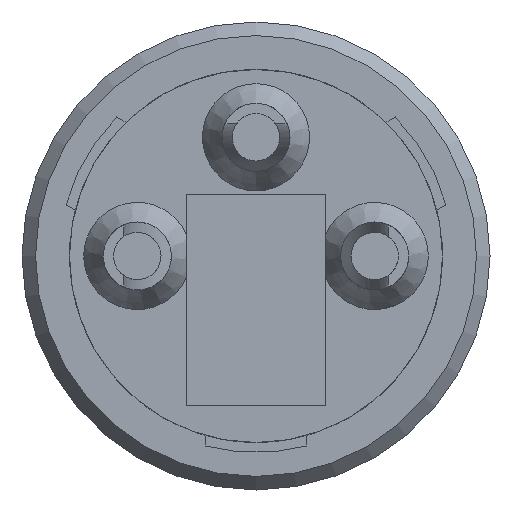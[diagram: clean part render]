
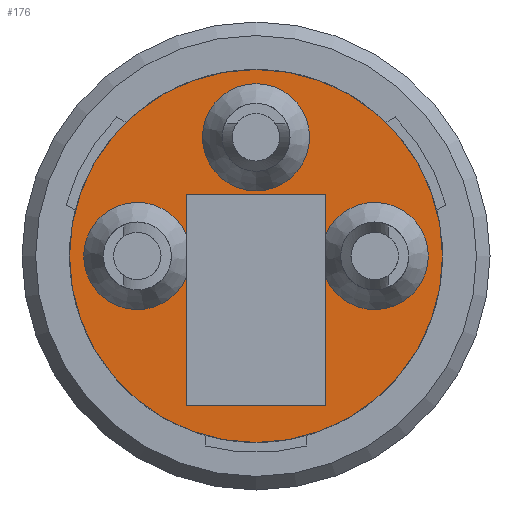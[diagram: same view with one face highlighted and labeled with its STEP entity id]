
A CAD part, left-side view. The second image highlights one B-rep face of the part: STEP entity #176.
In plain terms, the highlighted planar face has unit normal (-1, 0, 0).
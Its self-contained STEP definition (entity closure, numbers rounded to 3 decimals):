
#58=PLANE('',#871);
#96=LINE('',#1274,#140);
#97=LINE('',#1276,#141);
#98=LINE('',#1278,#142);
#99=LINE('',#1280,#143);
#100=LINE('',#1284,#144);
#101=LINE('',#1286,#145);
#140=VECTOR('',#1007,1.);
#141=VECTOR('',#1008,1.);
#142=VECTOR('',#1009,1.);
#143=VECTOR('',#1010,1.);
#144=VECTOR('',#1013,1.);
#145=VECTOR('',#1014,1.);
#176=ADVANCED_FACE('',(#296,#297,#240),#58,.T.);
#240=FACE_OUTER_BOUND('',#346,.T.);
#296=FACE_BOUND('',#344,.T.);
#297=FACE_BOUND('',#345,.T.);
#344=EDGE_LOOP('',(#457,#458,#459,#460,#461,#462,#463,#464));
#345=EDGE_LOOP('',(#465));
#346=EDGE_LOOP('',(#466));
#457=ORIENTED_EDGE('',*,*,#729,.F.);
#458=ORIENTED_EDGE('',*,*,#703,.F.);
#459=ORIENTED_EDGE('',*,*,#730,.F.);
#460=ORIENTED_EDGE('',*,*,#731,.T.);
#461=ORIENTED_EDGE('',*,*,#732,.T.);
#462=ORIENTED_EDGE('',*,*,#733,.F.);
#463=ORIENTED_EDGE('',*,*,#734,.T.);
#464=ORIENTED_EDGE('',*,*,#735,.F.);
#465=ORIENTED_EDGE('',*,*,#736,.F.);
#466=ORIENTED_EDGE('',*,*,#728,.F.);
#627=VERTEX_POINT('',#1219);
#628=VERTEX_POINT('',#1220);
#649=VERTEX_POINT('',#1272);
#650=VERTEX_POINT('',#1275);
#651=VERTEX_POINT('',#1277);
#652=VERTEX_POINT('',#1279);
#653=VERTEX_POINT('',#1281);
#654=VERTEX_POINT('',#1283);
#655=VERTEX_POINT('',#1285);
#656=VERTEX_POINT('',#1288);
#703=EDGE_CURVE('',#627,#628,#803,.T.);
#728=EDGE_CURVE('',#649,#649,#815,.T.);
#729=EDGE_CURVE('',#628,#650,#96,.T.);
#730=EDGE_CURVE('',#651,#627,#97,.T.);
#731=EDGE_CURVE('',#651,#652,#98,.T.);
#732=EDGE_CURVE('',#652,#653,#99,.T.);
#733=EDGE_CURVE('',#654,#653,#816,.T.);
#734=EDGE_CURVE('',#654,#655,#100,.T.);
#735=EDGE_CURVE('',#650,#655,#101,.T.);
#736=EDGE_CURVE('',#656,#656,#817,.T.);
#803=CIRCLE('',#852,0.79);
#815=CIRCLE('',#867,2.75);
#816=CIRCLE('',#869,0.79);
#817=CIRCLE('',#870,0.79);
#852=AXIS2_PLACEMENT_3D('',#1218,#961,#962);
#867=AXIS2_PLACEMENT_3D('',#1271,#1003,#1004);
#869=AXIS2_PLACEMENT_3D('',#1282,#1011,#1012);
#870=AXIS2_PLACEMENT_3D('',#1287,#1015,#1016);
#871=AXIS2_PLACEMENT_3D('',#1289,#1017,#1018);
#961=DIRECTION('',(-1.,0.,0.));
#962=DIRECTION('',(0.,0.,1.));
#1003=DIRECTION('',(1.,0.,0.));
#1004=DIRECTION('',(0.,0.,-1.));
#1007=DIRECTION('',(0.,0.,-1.));
#1008=DIRECTION('',(0.,0.,-1.));
#1009=DIRECTION('',(0.,-1.,0.));
#1010=DIRECTION('',(0.,0.,-1.));
#1011=DIRECTION('',(-1.,0.,0.));
#1012=DIRECTION('',(0.,0.,1.));
#1013=DIRECTION('',(0.,0.,-1.));
#1014=DIRECTION('',(0.,-1.,0.));
#1015=DIRECTION('',(-1.,0.,0.));
#1016=DIRECTION('',(0.,0.,1.));
#1017=DIRECTION('',(-1.,0.,0.));
#1018=DIRECTION('',(0.,0.,1.));
#1218=CARTESIAN_POINT('',(0.,1.75,0.));
#1219=CARTESIAN_POINT('',(0.,1.025,0.314));
#1220=CARTESIAN_POINT('',(0.,1.025,-0.314));
#1271=CARTESIAN_POINT('',(0.,0.,0.));
#1272=CARTESIAN_POINT('',(0.,0.,-2.75));
#1274=CARTESIAN_POINT('',(0.,1.025,0.9));
#1275=CARTESIAN_POINT('',(0.,1.025,-2.2));
#1276=CARTESIAN_POINT('',(0.,1.025,0.9));
#1277=CARTESIAN_POINT('',(0.,1.025,0.9));
#1278=CARTESIAN_POINT('',(0.,1.025,0.9));
#1279=CARTESIAN_POINT('',(0.,-1.025,0.9));
#1280=CARTESIAN_POINT('',(0.,-1.025,0.9));
#1281=CARTESIAN_POINT('',(0.,-1.025,0.314));
#1282=CARTESIAN_POINT('',(0.,-1.75,0.));
#1283=CARTESIAN_POINT('',(0.,-1.025,-0.314));
#1284=CARTESIAN_POINT('',(0.,-1.025,0.9));
#1285=CARTESIAN_POINT('',(0.,-1.025,-2.2));
#1286=CARTESIAN_POINT('',(0.,1.025,-2.2));
#1287=CARTESIAN_POINT('',(0.,0.,1.75));
#1288=CARTESIAN_POINT('',(0.,0.,2.54));
#1289=CARTESIAN_POINT('',(0.,0.,0.));
